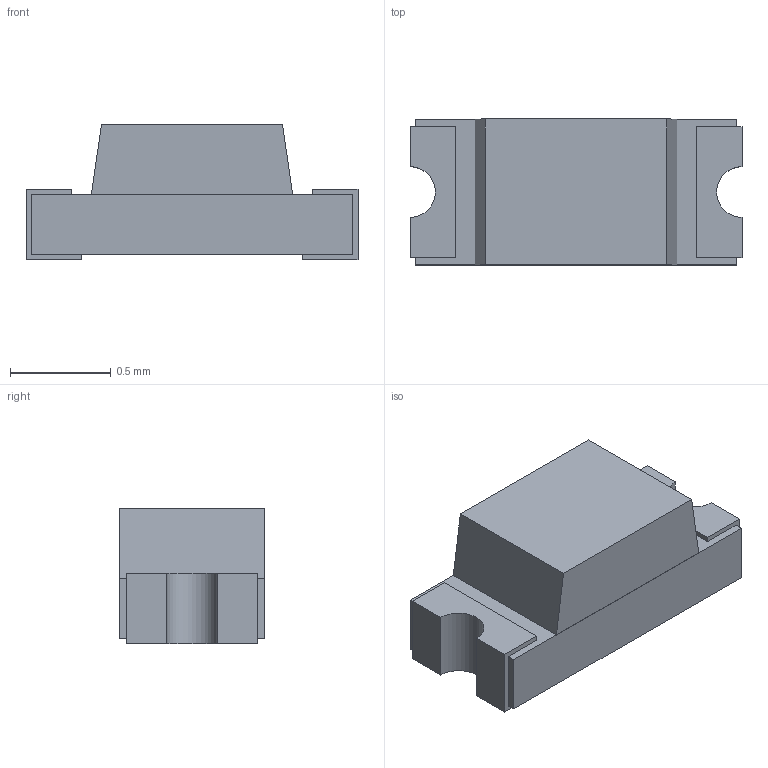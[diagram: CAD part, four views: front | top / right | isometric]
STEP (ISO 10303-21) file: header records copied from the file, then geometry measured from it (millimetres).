
FILE_DESCRIPTION(('FreeCAD Model'),'2;1');
FILE_NAME('LED-0603.step','2016-06-02T19:09:26',( 'Author'),(''),'Open CASCADE STEP processor 6.8','FreeCAD','Unknown' );
FILE_SCHEMA(('AUTOMOTIVE_DESIGN_CC2 { 1 2 10303 214 -1 1 5 4 }'));
Length unit declared in the file: inch
Products named in the file (6): ASSEMBLY; led-body; led-inner; led-top; led-side_(Mirror_#1); led-side
Assembly tree (5 placements, depth 2):
  ASSEMBLY
    led-body
    led-inner
    led-top
    led-side_(Mirror_#1)
    led-side
Bounding box: 1.65 x 0.72 x 0.68 mm (x, y, z)
Volume: 0.6 mm3; surface area: 8.5 mm2
Topology: 5 solids, 5 shells, 50 faces, 120 edges, 80 vertices
Faces by surface type: plane 44, cylinder 6
Entity records: 3152 total; most frequent: CARTESIAN_POINT 542, DIRECTION 463, LINE 320, VECTOR 320, ORIENTED_EDGE 240, PCURVE 240, DEFINITIONAL_REPRESENTATION 240, EDGE_CURVE 120
